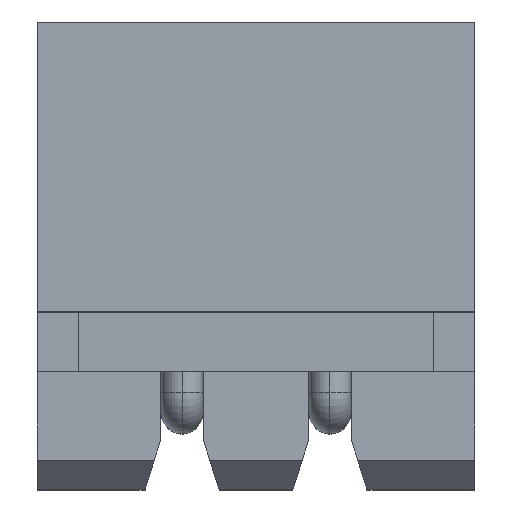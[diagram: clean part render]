
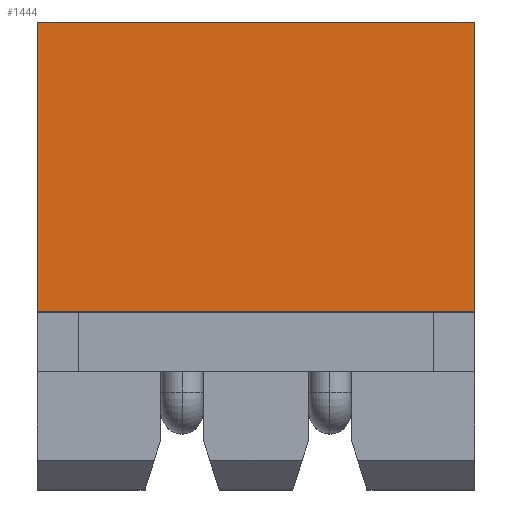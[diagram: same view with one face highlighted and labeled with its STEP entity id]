
A CAD part, top view. The second image highlights one B-rep face of the part: STEP entity #1444.
In plain terms, the highlighted planar face has unit normal (0, 0, 1).
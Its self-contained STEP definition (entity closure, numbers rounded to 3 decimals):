
#21=DIRECTION('',(1.,0.,0.));
#22=VECTOR('',#21,7.4);
#23=CARTESIAN_POINT('',(-3.7,2.95,2.45));
#24=LINE('',#23,#22);
#133=DIRECTION('',(0.,1.,0.));
#134=VECTOR('',#133,4.9);
#135=CARTESIAN_POINT('',(-3.7,-1.95,2.45));
#136=LINE('',#135,#134);
#141=DIRECTION('',(1.,0.,0.));
#142=VECTOR('',#141,7.4);
#143=CARTESIAN_POINT('',(-3.7,-1.95,2.45));
#144=LINE('',#143,#142);
#391=DIRECTION('',(0.,1.,0.));
#392=VECTOR('',#391,4.9);
#393=CARTESIAN_POINT('',(3.7,-1.95,2.45));
#394=LINE('',#393,#392);
#1007=CARTESIAN_POINT('',(-3.7,2.95,2.45));
#1008=CARTESIAN_POINT('',(3.7,2.95,2.45));
#1009=VERTEX_POINT('',#1007);
#1010=VERTEX_POINT('',#1008);
#1045=CARTESIAN_POINT('',(3.7,-1.95,2.45));
#1046=VERTEX_POINT('',#1045);
#1079=CARTESIAN_POINT('',(-3.7,-1.95,2.45));
#1080=VERTEX_POINT('',#1079);
#1431=CARTESIAN_POINT('',(-3.7,-2.95,2.45));
#1432=DIRECTION('',(0.,0.,1.));
#1433=DIRECTION('',(1.,0.,0.));
#1434=AXIS2_PLACEMENT_3D('',#1431,#1432,#1433);
#1435=PLANE('',#1434);
#1437=ORIENTED_EDGE('',*,*,#1436,.F.);
#1438=ORIENTED_EDGE('',*,*,#1391,.T.);
#1439=ORIENTED_EDGE('',*,*,#1328,.T.);
#1441=ORIENTED_EDGE('',*,*,#1440,.F.);
#1442=EDGE_LOOP('',(#1437,#1438,#1439,#1441));
#1443=FACE_OUTER_BOUND('',#1442,.F.);
#1444=ADVANCED_FACE('',(#1443),#1435,.T.);
#1328=EDGE_CURVE('',#1009,#1010,#24,.T.);
#1391=EDGE_CURVE('',#1080,#1009,#136,.T.);
#1436=EDGE_CURVE('',#1080,#1046,#144,.T.);
#1440=EDGE_CURVE('',#1046,#1010,#394,.T.);
